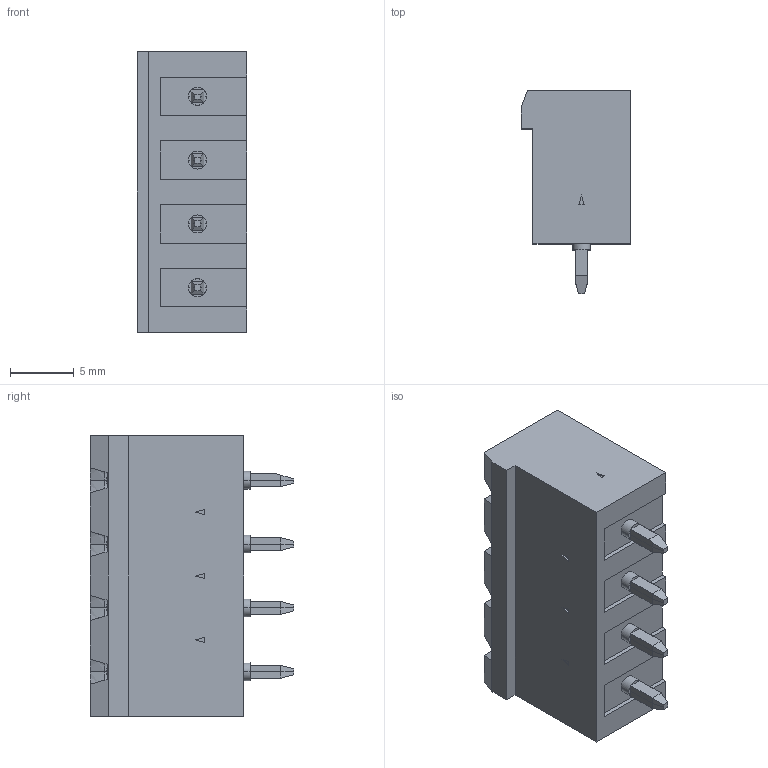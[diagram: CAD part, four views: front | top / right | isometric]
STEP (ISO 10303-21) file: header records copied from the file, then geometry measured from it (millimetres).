
FILE_DESCRIPTION(('STEP AP203'),'1');
FILE_NAME('1755532.stp','2021-12-01T15:47:18',('TraceParts'),('TraceParts S.A.'),'Spatial InterOp 3D',' ',' ');
FILE_SCHEMA(('CONFIG_CONTROL_DESIGN'));
Length unit declared in the file: millimetre
Products named in the file (1): 1
Bounding box: 8.6 x 15.9 x 22 mm (x, y, z)
Volume: 1153.3 mm3; surface area: 1709.2 mm2
Topology: 1 solids, 1 shells, 458 faces, 1029 edges, 595 vertices
Faces by surface type: plane 403, cylinder 47, cone 8
Entity records: 12454 total; most frequent: CARTESIAN_POINT 2179, DIRECTION 2160, ORIENTED_EDGE 2058, EDGE_CURVE 1029, LINE 800, VECTOR 800, AXIS2_PLACEMENT_3D 680, VERTEX_POINT 595
